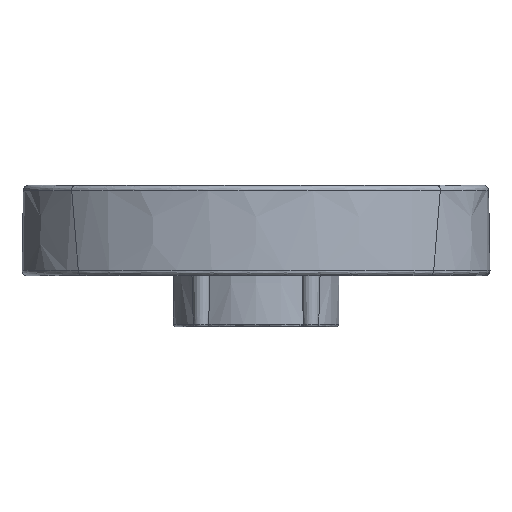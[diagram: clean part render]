
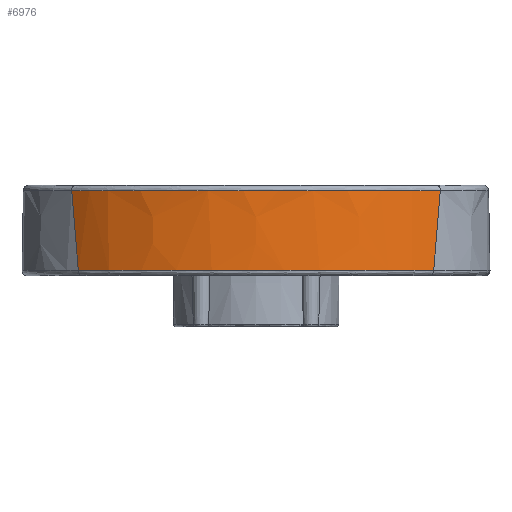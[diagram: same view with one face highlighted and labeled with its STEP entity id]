
A CAD part, left-side view. The second image highlights one B-rep face of the part: STEP entity #6976.
In plain terms, the highlighted free-form (B-spline) face has degree [3, 3] with [9, 4] control points.
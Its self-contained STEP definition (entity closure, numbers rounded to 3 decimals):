
#173=CARTESIAN_POINT('',(-60.092,-32.5,44.017));
#257=CARTESIAN_POINT('',(-60.092,32.5,44.017));
#258=CARTESIAN_POINT('',(-60.239,32.375,42.458));
#259=CARTESIAN_POINT('',(-60.53,32.122,39.341));
#260=CARTESIAN_POINT('',(-60.965,31.733,34.674));
#261=CARTESIAN_POINT('',(-61.252,31.466,31.569));
#262=CARTESIAN_POINT('',(-61.395,31.331,30.017));
#274=CARTESIAN_POINT('',(-60.092,32.5,44.017));
#294=CARTESIAN_POINT('',(-60.092,-32.5,44.017));
#295=CARTESIAN_POINT('',(-61.192,-31.26,44.017));
#296=CARTESIAN_POINT('',(-63.396,-28.359,44.017));
#297=CARTESIAN_POINT('',(-66.242,-23.248,44.017));
#298=CARTESIAN_POINT('',(-68.624,-17.109,44.017));
#299=CARTESIAN_POINT('',(-70.254,-10.373,44.017));
#300=CARTESIAN_POINT('',(-71.052,-3.422,44.017));
#301=CARTESIAN_POINT('',(-71.047,3.501,44.017));
#302=CARTESIAN_POINT('',(-70.24,10.448,44.017));
#303=CARTESIAN_POINT('',(-68.602,17.178,44.017));
#304=CARTESIAN_POINT('',(-66.214,23.307,44.017));
#305=CARTESIAN_POINT('',(-63.372,28.393,44.017));
#306=CARTESIAN_POINT('',(-61.179,31.274,44.017));
#307=CARTESIAN_POINT('',(-60.092,32.5,44.017));
#323=CARTESIAN_POINT('',(-60.092,-32.5,44.017));
#324=CARTESIAN_POINT('',(-60.239,-32.376,42.462));
#325=CARTESIAN_POINT('',(-60.531,-32.124,39.351));
#326=CARTESIAN_POINT('',(-60.965,-31.734,34.685));
#327=CARTESIAN_POINT('',(-61.252,-31.467,31.573));
#328=CARTESIAN_POINT('',(-61.395,-31.331,30.017));
#538=CARTESIAN_POINT('',(-61.395,-31.331,30.017));
#595=CARTESIAN_POINT('',(-61.395,31.331,30.017));
#596=CARTESIAN_POINT('',(-62.036,30.528,30.017));
#597=CARTESIAN_POINT('',(-63.784,28.126,30.017));
#598=CARTESIAN_POINT('',(-66.184,23.879,30.017));
#599=CARTESIAN_POINT('',(-68.276,18.759,30.017));
#600=CARTESIAN_POINT('',(-69.68,13.892,30.017));
#601=CARTESIAN_POINT('',(-70.549,9.508,30.017));
#602=CARTESIAN_POINT('',(-71.044,5.54,30.017));
#603=CARTESIAN_POINT('',(-71.269,1.838,30.017));
#604=CARTESIAN_POINT('',(-71.271,-1.774,30.017));
#605=CARTESIAN_POINT('',(-71.05,-5.475,30.017));
#606=CARTESIAN_POINT('',(-70.559,-9.444,30.017));
#607=CARTESIAN_POINT('',(-69.696,-13.828,30.017));
#608=CARTESIAN_POINT('',(-68.298,-18.696,30.017));
#609=CARTESIAN_POINT('',(-66.212,-23.821,30.017));
#610=CARTESIAN_POINT('',(-63.807,-28.091,30.017));
#611=CARTESIAN_POINT('',(-62.049,-30.512,30.017));
#612=CARTESIAN_POINT('',(-61.395,-31.331,30.017));
#6362=VERTEX_POINT('',#538);
#6365=VERTEX_POINT('',#173);
#6366=VERTEX_POINT('',#274);
#6368=VERTEX_POINT('',#262);
#6931=CARTESIAN_POINT('',(-59.62,-33.014,
44.297));
#6932=CARTESIAN_POINT('',(-59.682,-33.072,
39.444));
#6933=CARTESIAN_POINT('',(-59.744,-33.129,
34.591));
#6934=CARTESIAN_POINT('',(-59.806,-33.187,
29.737));
#6935=CARTESIAN_POINT('',(-59.777,-32.844,
44.297));
#6936=CARTESIAN_POINT('',(-59.84,-32.901,
39.444));
#6937=CARTESIAN_POINT('',(-59.902,-32.959,
34.591));
#6938=CARTESIAN_POINT('',(-59.965,-33.016,
29.737));
#6939=CARTESIAN_POINT('',(-63.332,-28.924,
44.297));
#6940=CARTESIAN_POINT('',(-63.404,-28.971,
39.444));
#6941=CARTESIAN_POINT('',(-63.476,-29.018,
34.591));
#6942=CARTESIAN_POINT('',(-63.548,-29.065,
29.737));
#6943=CARTESIAN_POINT('',(-69.017,-18.777,
44.297));
#6944=CARTESIAN_POINT('',(-69.099,-18.803,
39.444));
#6945=CARTESIAN_POINT('',(-69.181,-18.829,
34.591));
#6946=CARTESIAN_POINT('',(-69.263,-18.856,
29.737));
#6947=CARTESIAN_POINT('',(-72.014,0.,
44.297));
#6948=CARTESIAN_POINT('',(-72.1,0.,
39.444));
#6949=CARTESIAN_POINT('',(-72.186,0.,
34.591));
#6950=CARTESIAN_POINT('',(-72.272,0.,
29.737));
#6951=CARTESIAN_POINT('',(-69.017,18.777,44.297));
#6952=CARTESIAN_POINT('',(-69.099,18.803,39.444));
#6953=CARTESIAN_POINT('',(-69.181,18.829,34.591));
#6954=CARTESIAN_POINT('',(-69.263,18.856,29.737));
#6955=CARTESIAN_POINT('',(-63.333,28.923,44.297));
#6956=CARTESIAN_POINT('',(-63.405,28.969,39.444));
#6957=CARTESIAN_POINT('',(-63.477,29.016,34.591));
#6958=CARTESIAN_POINT('',(-63.549,29.063,29.737));
#6959=CARTESIAN_POINT('',(-59.78,32.842,44.297));
#6960=CARTESIAN_POINT('',(-59.842,32.899,39.444));
#6961=CARTESIAN_POINT('',(-59.905,32.956,34.591));
#6962=CARTESIAN_POINT('',(-59.968,33.013,29.737));
#6963=CARTESIAN_POINT('',(-59.624,33.01,44.297));
#6964=CARTESIAN_POINT('',(-59.686,33.068,39.444));
#6965=CARTESIAN_POINT('',(-59.748,33.125,34.591));
#6966=CARTESIAN_POINT('',(-59.81,33.183,29.737));
#6967=B_SPLINE_SURFACE_WITH_KNOTS('',3,3,((#6931,#6932,#6933,#6934),(#6935,
#6936,#6937,#6938),(#6939,#6940,#6941,#6942),(#6943,#6944,#6945,#6946),(#6947,
#6948,#6949,#6950),(#6951,#6952,#6953,#6954),(#6955,#6956,#6957,#6958),(#6959,
#6960,#6961,#6962),(#6963,#6964,#6965,#6966)),.UNSPECIFIED.,.F.,.F.,.F.,(4,1,1,
1,1,1,4),(4,4),(-0.011,0.,0.249,0.5,
0.751,1.,1.011),(0.,1.),
.UNSPECIFIED.);
#6968=ORIENTED_EDGE('',*,*,#6925,.F.);
#6970=ORIENTED_EDGE('',*,*,#6969,.T.);
#6972=ORIENTED_EDGE('',*,*,#6971,.F.);
#6973=ORIENTED_EDGE('',*,*,#6805,.F.);
#6974=EDGE_LOOP('',(#6968,#6970,#6972,#6973));
#6975=FACE_OUTER_BOUND('',#6974,.F.);
#6976=ADVANCED_FACE('',(#6975),#6967,.T.);
#263=B_SPLINE_CURVE_WITH_KNOTS('',3,(#257,#258,#259,#260,#261,#262),
.UNSPECIFIED.,.F.,.F.,(4,1,1,4),(0.,0.333,0.667,1.),
.UNSPECIFIED.);
#308=B_SPLINE_CURVE_WITH_KNOTS('',3,(#294,#295,#296,#297,#298,#299,#300,#301,
#302,#303,#304,#305,#306,#307),.UNSPECIFIED.,.F.,.F.,(4,1,1,1,1,1,1,1,1,1,1,4),(
0.,0.071,0.155,0.249,0.352,
0.452,0.549,0.649,0.752,
0.846,0.93,1.),.UNSPECIFIED.);
#329=B_SPLINE_CURVE_WITH_KNOTS('',3,(#323,#324,#325,#326,#327,#328),
.UNSPECIFIED.,.F.,.F.,(4,1,1,4),(0.,0.333,0.667,1.),
.UNSPECIFIED.);
#613=B_SPLINE_CURVE_WITH_KNOTS('',3,(#595,#596,#597,#598,#599,#600,#601,#602,
#603,#604,#605,#606,#607,#608,#609,#610,#611,#612),.UNSPECIFIED.,.F.,.F.,(4,1,1,
1,1,1,1,1,1,1,1,1,1,1,1,4),(0.,0.046,0.132,
0.218,0.293,0.359,0.418,
0.473,0.526,0.581,0.64,
0.706,0.781,0.867,0.953,1.),
.UNSPECIFIED.);
#6805=EDGE_CURVE('',#6366,#6368,#263,.T.);
#6925=EDGE_CURVE('',#6365,#6366,#308,.T.);
#6969=EDGE_CURVE('',#6365,#6362,#329,.T.);
#6971=EDGE_CURVE('',#6368,#6362,#613,.T.);
